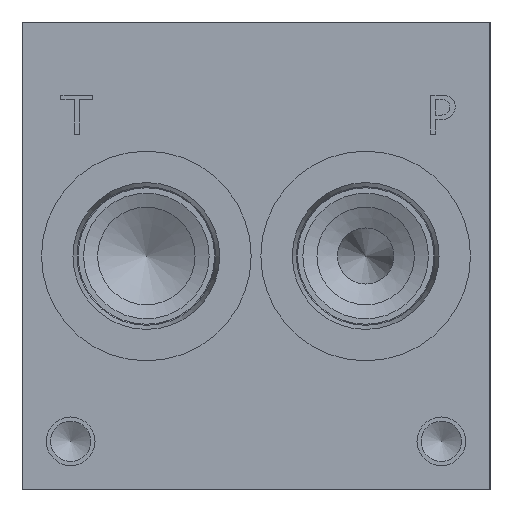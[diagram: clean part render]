
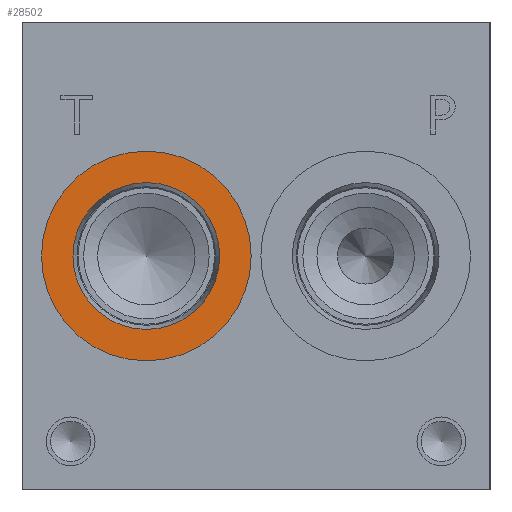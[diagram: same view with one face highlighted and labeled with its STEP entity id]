
A CAD part, left-side view. The second image highlights one B-rep face of the part: STEP entity #28502.
In plain terms, the highlighted planar face has unit normal (-1, 0, 0).
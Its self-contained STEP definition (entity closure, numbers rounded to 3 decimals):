
#679=CIRCLE('',#29881,17.069);
#680=CIRCLE('',#29882,17.069);
#681=CIRCLE('',#29884,11.951);
#682=CIRCLE('',#29885,11.951);
#1849=FACE_BOUND('',#5522,.T.);
#3853=FACE_OUTER_BOUND('',#5521,.T.);
#5521=EDGE_LOOP('',(#22876,#22877));
#5522=EDGE_LOOP('',(#22878,#22879));
#12691=VERTEX_POINT('',#47591);
#12692=VERTEX_POINT('',#47593);
#12693=VERTEX_POINT('',#47597);
#12694=VERTEX_POINT('',#47598);
#16379=EDGE_CURVE('',#12691,#12692,#679,.T.);
#16380=EDGE_CURVE('',#12692,#12691,#680,.T.);
#16381=EDGE_CURVE('',#12693,#12694,#681,.T.);
#16382=EDGE_CURVE('',#12694,#12693,#682,.T.);
#22876=ORIENTED_EDGE('',*,*,#16380,.F.);
#22877=ORIENTED_EDGE('',*,*,#16379,.F.);
#22878=ORIENTED_EDGE('',*,*,#16381,.T.);
#22879=ORIENTED_EDGE('',*,*,#16382,.T.);
#26644=PLANE('',#29883);
#28502=ADVANCED_FACE('',(#3853,#1849),#26644,.F.);
#29881=AXIS2_PLACEMENT_3D('',#47594,#34841,#34842);
#29882=AXIS2_PLACEMENT_3D('',#47595,#34843,#34844);
#29883=AXIS2_PLACEMENT_3D('',#47596,#34845,#34846);
#29884=AXIS2_PLACEMENT_3D('',#47599,#34847,#34848);
#29885=AXIS2_PLACEMENT_3D('',#47600,#34849,#34850);
#34841=DIRECTION('center_axis',(1.,0.,0.));
#34842=DIRECTION('ref_axis',(0.,0.,-1.));
#34843=DIRECTION('center_axis',(1.,0.,0.));
#34844=DIRECTION('ref_axis',(0.,0.,-1.));
#34845=DIRECTION('center_axis',(1.,0.,0.));
#34846=DIRECTION('ref_axis',(0.,0.,-1.));
#34847=DIRECTION('center_axis',(1.,0.,0.));
#34848=DIRECTION('ref_axis',(0.,0.,-1.));
#34849=DIRECTION('center_axis',(1.,0.,0.));
#34850=DIRECTION('ref_axis',(0.,0.,-1.));
#47591=CARTESIAN_POINT('',(0.787,55.956,21.031));
#47593=CARTESIAN_POINT('',(0.787,55.956,55.169));
#47594=CARTESIAN_POINT('Origin',(0.787,55.956,38.1));
#47595=CARTESIAN_POINT('Origin',(0.787,55.956,38.1));
#47596=CARTESIAN_POINT('Origin',(0.787,55.956,50.051));
#47597=CARTESIAN_POINT('',(0.787,55.956,50.051));
#47598=CARTESIAN_POINT('',(0.787,55.956,26.149));
#47599=CARTESIAN_POINT('Origin',(0.787,55.956,38.1));
#47600=CARTESIAN_POINT('Origin',(0.787,55.956,38.1));
